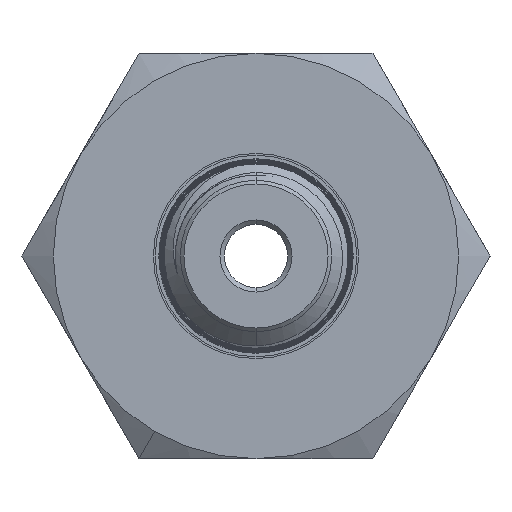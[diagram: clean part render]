
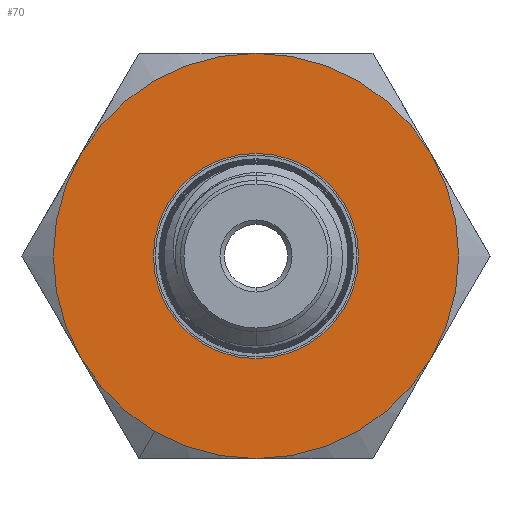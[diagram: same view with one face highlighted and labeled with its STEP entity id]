
A CAD part, left-side view. The second image highlights one B-rep face of the part: STEP entity #70.
In plain terms, the highlighted planar face has unit normal (-1, 0, 0).
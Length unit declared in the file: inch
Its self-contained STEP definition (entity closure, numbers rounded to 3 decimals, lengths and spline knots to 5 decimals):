
#70 = ADVANCED_FACE ( 'NONE', ( #17706, #8398 ), #11161, .T. ) ;
#271 = VERTEX_POINT ( 'NONE', #7484 ) ;
#736 = CARTESIAN_POINT ( 'NONE',  ( -0.937, -0.28475, 0. ) ) ;
#777 = DIRECTION ( 'NONE',  ( 0., 1., 0. ) ) ;
#831 = DIRECTION ( 'NONE',  ( 0., 1., 0. ) ) ;
#1017 = DIRECTION ( 'NONE',  ( 1., 0., 0. ) ) ;
#1018 = DIRECTION ( 'NONE',  ( 0., 1., 0. ) ) ;
#1078 = DIRECTION ( 'NONE',  ( -1., 0., 0. ) ) ;
#1210 = CARTESIAN_POINT ( 'NONE',  ( -0.937, 0., 0. ) ) ;
#1326 = DIRECTION ( 'NONE',  ( 0., 1., 0. ) ) ;
#1555 = DIRECTION ( 'NONE',  ( 1., 0., 0. ) ) ;
#1589 = AXIS2_PLACEMENT_3D ( 'NONE', #18130, #16812, #777 ) ;
#1744 = VERTEX_POINT ( 'NONE', #15871 ) ;
#2144 = CIRCLE ( 'NONE', #4534, 0.5625 ) ;
#2339 = ORIENTED_EDGE ( 'NONE', *, *, #2357, .F. ) ;
#2357 = EDGE_CURVE ( 'NONE', #6429, #7041, #17694, .T. ) ;
#2489 = DIRECTION ( 'NONE',  ( 1., 0., 0. ) ) ;
#2534 = CARTESIAN_POINT ( 'NONE',  ( -0.937, 0., 0.5625 ) ) ;
#2851 = CIRCLE ( 'NONE', #15318, 0.5625 ) ;
#3076 = DIRECTION ( 'NONE',  ( 0., 1., 0. ) ) ;
#3220 = EDGE_LOOP ( 'NONE', ( #7993, #4831 ) ) ;
#3911 = ORIENTED_EDGE ( 'NONE', *, *, #12483, .F. ) ;
#3926 = ORIENTED_EDGE ( 'NONE', *, *, #5190, .F. ) ;
#4040 = CARTESIAN_POINT ( 'NONE',  ( -0.937, 0., 0. ) ) ;
#4076 = DIRECTION ( 'NONE',  ( 1., 0., 0. ) ) ;
#4534 = AXIS2_PLACEMENT_3D ( 'NONE', #1210, #4076, #12546 ) ;
#4831 = ORIENTED_EDGE ( 'NONE', *, *, #15240, .T. ) ;
#4947 = ORIENTED_EDGE ( 'NONE', *, *, #15404, .F. ) ;
#5190 = EDGE_CURVE ( 'NONE', #15650, #9457, #5839, .T. ) ;
#5325 = ORIENTED_EDGE ( 'NONE', *, *, #8618, .F. ) ;
#5839 = CIRCLE ( 'NONE', #12102, 0.5625 ) ;
#5978 = CARTESIAN_POINT ( 'NONE',  ( -0.937, 0., 0. ) ) ;
#5993 = AXIS2_PLACEMENT_3D ( 'NONE', #13013, #1555, #3076 ) ;
#6088 = CIRCLE ( 'NONE', #5993, 0.5625 ) ;
#6250 = AXIS2_PLACEMENT_3D ( 'NONE', #6649, #6463, #10884 ) ;
#6429 = VERTEX_POINT ( 'NONE', #9780 ) ;
#6463 = DIRECTION ( 'NONE',  ( 1., 0., 0. ) ) ;
#6480 = CARTESIAN_POINT ( 'NONE',  ( -0.937, 0.48714, -0.28125 ) ) ;
#6649 = CARTESIAN_POINT ( 'NONE',  ( -0.937, 0., 0. ) ) ;
#6717 = CIRCLE ( 'NONE', #1589, 0.5625 ) ;
#6748 = DIRECTION ( 'NONE',  ( 1., 0., 0. ) ) ;
#7020 = DIRECTION ( 'NONE',  ( 0., 1., 0. ) ) ;
#7041 = VERTEX_POINT ( 'NONE', #2534 ) ;
#7103 = CARTESIAN_POINT ( 'NONE',  ( -0.937, 0., 0. ) ) ;
#7484 = CARTESIAN_POINT ( 'NONE',  ( -0.937, 0., -0.5625 ) ) ;
#7689 = CARTESIAN_POINT ( 'NONE',  ( -0.937, -0.48714, 0.28125 ) ) ;
#7972 = CARTESIAN_POINT ( 'NONE',  ( -0.937, -0.48714, -0.28125 ) ) ;
#7993 = ORIENTED_EDGE ( 'NONE', *, *, #15994, .T. ) ;
#8011 = VERTEX_POINT ( 'NONE', #736 ) ;
#8310 = EDGE_CURVE ( 'NONE', #9457, #6429, #6717, .T. ) ;
#8398 = FACE_OUTER_BOUND ( 'NONE', #13457, .T. ) ;
#8532 = EDGE_CURVE ( 'NONE', #14680, #271, #2144, .T. ) ;
#8618 = EDGE_CURVE ( 'NONE', #271, #15650, #9420, .T. ) ;
#8830 = DIRECTION ( 'NONE',  ( 0., 1., 0. ) ) ;
#9420 = CIRCLE ( 'NONE', #17868, 0.5625 ) ;
#9457 = VERTEX_POINT ( 'NONE', #17224 ) ;
#9780 = CARTESIAN_POINT ( 'NONE',  ( -0.937, 0.48714, 0.28125 ) ) ;
#9784 = CARTESIAN_POINT ( 'NONE',  ( -0.937, 0.28475, 0. ) ) ;
#10884 = DIRECTION ( 'NONE',  ( 0., 1., 0. ) ) ;
#11161 = PLANE ( 'NONE',  #17494 ) ;
#11792 = DIRECTION ( 'NONE',  ( 1., 0., 0. ) ) ;
#12102 = AXIS2_PLACEMENT_3D ( 'NONE', #4040, #2489, #7020 ) ;
#12373 = CIRCLE ( 'NONE', #6250, 0.28475 ) ;
#12483 = EDGE_CURVE ( 'NONE', #7041, #13146, #6088, .T. ) ;
#12546 = DIRECTION ( 'NONE',  ( 0., 1., 0. ) ) ;
#12595 = ORIENTED_EDGE ( 'NONE', *, *, #8310, .F. ) ;
#12669 = DIRECTION ( 'NONE',  ( 0., -1., 0. ) ) ;
#13013 = CARTESIAN_POINT ( 'NONE',  ( -0.937, 0., 0. ) ) ;
#13146 = VERTEX_POINT ( 'NONE', #7689 ) ;
#13457 = EDGE_LOOP ( 'NONE', ( #2339, #12595, #3926, #5325, #16717, #4947, #3911 ) ) ;
#14680 = VERTEX_POINT ( 'NONE', #7972 ) ;
#15240 = EDGE_CURVE ( 'NONE', #8011, #1744, #17828, .T. ) ;
#15318 = AXIS2_PLACEMENT_3D ( 'NONE', #5978, #11792, #8830 ) ;
#15404 = EDGE_CURVE ( 'NONE', #13146, #14680, #2851, .T. ) ;
#15467 = CARTESIAN_POINT ( 'NONE',  ( -0.937, 0., 0. ) ) ;
#15650 = VERTEX_POINT ( 'NONE', #6480 ) ;
#15871 = CARTESIAN_POINT ( 'NONE',  ( -0.937, 0.28475, 0. ) ) ;
#15994 = EDGE_CURVE ( 'NONE', #1744, #8011, #12373, .T. ) ;
#16717 = ORIENTED_EDGE ( 'NONE', *, *, #8532, .F. ) ;
#16812 = DIRECTION ( 'NONE',  ( 1., 0., 0. ) ) ;
#17224 = CARTESIAN_POINT ( 'NONE',  ( -0.937, 0.5625, 0. ) ) ;
#17238 = DIRECTION ( 'NONE',  ( 1., 0., 0. ) ) ;
#17242 = AXIS2_PLACEMENT_3D ( 'NONE', #7103, #17238, #1326 ) ;
#17494 = AXIS2_PLACEMENT_3D ( 'NONE', #9784, #1078, #12669 ) ;
#17531 = AXIS2_PLACEMENT_3D ( 'NONE', #15467, #1017, #831 ) ;
#17694 = CIRCLE ( 'NONE', #17242, 0.5625 ) ;
#17706 = FACE_BOUND ( 'NONE', #3220, .T. ) ;
#17828 = CIRCLE ( 'NONE', #17531, 0.28475 ) ;
#17868 = AXIS2_PLACEMENT_3D ( 'NONE', #18500, #6748, #1018 ) ;
#18130 = CARTESIAN_POINT ( 'NONE',  ( -0.937, 0., 0. ) ) ;
#18500 = CARTESIAN_POINT ( 'NONE',  ( -0.937, 0., 0. ) ) ;
